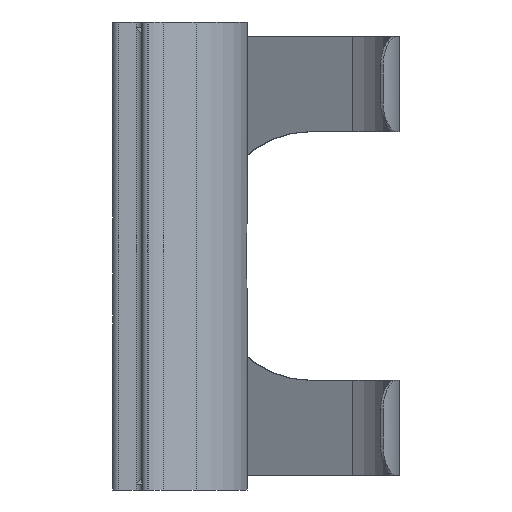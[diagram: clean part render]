
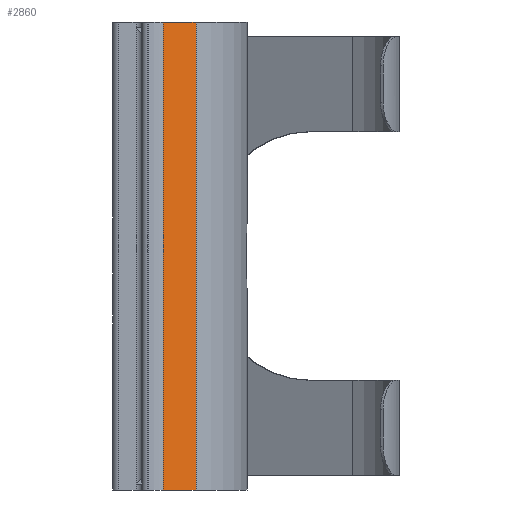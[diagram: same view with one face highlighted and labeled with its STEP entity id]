
A CAD part, left-side view. The second image highlights one B-rep face of the part: STEP entity #2860.
In plain terms, the highlighted planar face has unit normal (-0.866, -0.5, 0).
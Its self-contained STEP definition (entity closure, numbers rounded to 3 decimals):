
#73 = CYLINDRICAL_SURFACE('',#74,3.5);
#74 = AXIS2_PLACEMENT_3D('',#75,#76,#77);
#75 = CARTESIAN_POINT('',(-1.989,-1.1,8.));
#76 = DIRECTION('',(0.,0.,1.));
#77 = DIRECTION('',(-1.,0.,0.));
#812 = PLANE('',#813);
#813 = AXIS2_PLACEMENT_3D('',#814,#815,#816);
#814 = CARTESIAN_POINT('',(-5.8,-1.,-8.));
#815 = DIRECTION('',(0.,0.,1.));
#816 = DIRECTION('',(1.,0.,-0.));
#868 = PLANE('',#869);
#869 = AXIS2_PLACEMENT_3D('',#870,#871,#872);
#870 = CARTESIAN_POINT('',(-5.8,-1.,8.));
#871 = DIRECTION('',(0.,0.,1.));
#872 = DIRECTION('',(1.,0.,-0.));
#2805 = CYLINDRICAL_SURFACE('',#2806,1.);
#2806 = AXIS2_PLACEMENT_3D('',#2807,#2808,#2809);
#2807 = CARTESIAN_POINT('',(-4.8,-1.232,8.));
#2808 = DIRECTION('',(0.,0.,1.));
#2809 = DIRECTION('',(-1.,0.,0.));
#2860 = ADVANCED_FACE('',(#2861),#2875,.F.);
#2861 = FACE_BOUND('',#2862,.T.);
#2862 = EDGE_LOOP('',(#2863,#2893,#2916,#2939));
#2863 = ORIENTED_EDGE('',*,*,#2864,.F.);
#2864 = EDGE_CURVE('',#2865,#2867,#2869,.T.);
#2865 = VERTEX_POINT('',#2866);
#2866 = CARTESIAN_POINT('',(-5.666,-1.732,8.));
#2867 = VERTEX_POINT('',#2868);
#2868 = CARTESIAN_POINT('',(-5.021,-2.85,8.));
#2869 = SURFACE_CURVE('',#2870,(#2874,#2886),.PCURVE_S1.);
#2870 = LINE('',#2871,#2872);
#2871 = CARTESIAN_POINT('',(-5.8,-1.5,8.));
#2872 = VECTOR('',#2873,1.);
#2873 = DIRECTION('',(0.5,-0.866,0.));
#2874 = PCURVE('',#2875,#2880);
#2875 = PLANE('',#2876);
#2876 = AXIS2_PLACEMENT_3D('',#2877,#2878,#2879);
#2877 = CARTESIAN_POINT('',(-5.8,-1.5,8.));
#2878 = DIRECTION('',(0.866,0.5,0.));
#2879 = DIRECTION('',(0.,0.,-1.));
#2880 = DEFINITIONAL_REPRESENTATION('',(#2881),#2885);
#2881 = LINE('',#2882,#2883);
#2882 = CARTESIAN_POINT('',(0.,0.));
#2883 = VECTOR('',#2884,1.);
#2884 = DIRECTION('',(0.,-1.));
#2885 = ( GEOMETRIC_REPRESENTATION_CONTEXT(2) 
PARAMETRIC_REPRESENTATION_CONTEXT() REPRESENTATION_CONTEXT('2D SPACE',''
  ) );
#2886 = PCURVE('',#868,#2887);
#2887 = DEFINITIONAL_REPRESENTATION('',(#2888),#2892);
#2888 = LINE('',#2889,#2890);
#2889 = CARTESIAN_POINT('',(0.,-0.5));
#2890 = VECTOR('',#2891,1.);
#2891 = DIRECTION('',(0.5,-0.866));
#2892 = ( GEOMETRIC_REPRESENTATION_CONTEXT(2) 
PARAMETRIC_REPRESENTATION_CONTEXT() REPRESENTATION_CONTEXT('2D SPACE',''
  ) );
#2893 = ORIENTED_EDGE('',*,*,#2894,.T.);
#2894 = EDGE_CURVE('',#2865,#2895,#2897,.T.);
#2895 = VERTEX_POINT('',#2896);
#2896 = CARTESIAN_POINT('',(-5.666,-1.732,-8.));
#2897 = SURFACE_CURVE('',#2898,(#2902,#2909),.PCURVE_S1.);
#2898 = LINE('',#2899,#2900);
#2899 = CARTESIAN_POINT('',(-5.666,-1.732,8.));
#2900 = VECTOR('',#2901,1.);
#2901 = DIRECTION('',(0.,0.,-1.));
#2902 = PCURVE('',#2875,#2903);
#2903 = DEFINITIONAL_REPRESENTATION('',(#2904),#2908);
#2904 = LINE('',#2905,#2906);
#2905 = CARTESIAN_POINT('',(0.,-0.268));
#2906 = VECTOR('',#2907,1.);
#2907 = DIRECTION('',(1.,0.));
#2908 = ( GEOMETRIC_REPRESENTATION_CONTEXT(2) 
PARAMETRIC_REPRESENTATION_CONTEXT() REPRESENTATION_CONTEXT('2D SPACE',''
  ) );
#2909 = PCURVE('',#2805,#2910);
#2910 = DEFINITIONAL_REPRESENTATION('',(#2911),#2915);
#2911 = LINE('',#2912,#2913);
#2912 = CARTESIAN_POINT('',(0.524,0.));
#2913 = VECTOR('',#2914,1.);
#2914 = DIRECTION('',(0.,-1.));
#2915 = ( GEOMETRIC_REPRESENTATION_CONTEXT(2) 
PARAMETRIC_REPRESENTATION_CONTEXT() REPRESENTATION_CONTEXT('2D SPACE',''
  ) );
#2916 = ORIENTED_EDGE('',*,*,#2917,.T.);
#2917 = EDGE_CURVE('',#2895,#2918,#2920,.T.);
#2918 = VERTEX_POINT('',#2919);
#2919 = CARTESIAN_POINT('',(-5.021,-2.85,-8.));
#2920 = SURFACE_CURVE('',#2921,(#2925,#2932),.PCURVE_S1.);
#2921 = LINE('',#2922,#2923);
#2922 = CARTESIAN_POINT('',(-5.8,-1.5,-8.));
#2923 = VECTOR('',#2924,1.);
#2924 = DIRECTION('',(0.5,-0.866,0.));
#2925 = PCURVE('',#2875,#2926);
#2926 = DEFINITIONAL_REPRESENTATION('',(#2927),#2931);
#2927 = LINE('',#2928,#2929);
#2928 = CARTESIAN_POINT('',(16.,0.));
#2929 = VECTOR('',#2930,1.);
#2930 = DIRECTION('',(0.,-1.));
#2931 = ( GEOMETRIC_REPRESENTATION_CONTEXT(2) 
PARAMETRIC_REPRESENTATION_CONTEXT() REPRESENTATION_CONTEXT('2D SPACE',''
  ) );
#2932 = PCURVE('',#812,#2933);
#2933 = DEFINITIONAL_REPRESENTATION('',(#2934),#2938);
#2934 = LINE('',#2935,#2936);
#2935 = CARTESIAN_POINT('',(0.,-0.5));
#2936 = VECTOR('',#2937,1.);
#2937 = DIRECTION('',(0.5,-0.866));
#2938 = ( GEOMETRIC_REPRESENTATION_CONTEXT(2) 
PARAMETRIC_REPRESENTATION_CONTEXT() REPRESENTATION_CONTEXT('2D SPACE',''
  ) );
#2939 = ORIENTED_EDGE('',*,*,#2940,.T.);
#2940 = EDGE_CURVE('',#2918,#2867,#2941,.T.);
#2941 = SURFACE_CURVE('',#2942,(#2946,#2953),.PCURVE_S1.);
#2942 = LINE('',#2943,#2944);
#2943 = CARTESIAN_POINT('',(-5.021,-2.85,8.));
#2944 = VECTOR('',#2945,1.);
#2945 = DIRECTION('',(0.,-0.,1.));
#2946 = PCURVE('',#2875,#2947);
#2947 = DEFINITIONAL_REPRESENTATION('',(#2948),#2952);
#2948 = LINE('',#2949,#2950);
#2949 = CARTESIAN_POINT('',(0.,-1.559));
#2950 = VECTOR('',#2951,1.);
#2951 = DIRECTION('',(-1.,0.));
#2952 = ( GEOMETRIC_REPRESENTATION_CONTEXT(2) 
PARAMETRIC_REPRESENTATION_CONTEXT() REPRESENTATION_CONTEXT('2D SPACE',''
  ) );
#2953 = PCURVE('',#73,#2954);
#2954 = DEFINITIONAL_REPRESENTATION('',(#2955),#2959);
#2955 = LINE('',#2956,#2957);
#2956 = CARTESIAN_POINT('',(0.524,0.));
#2957 = VECTOR('',#2958,1.);
#2958 = DIRECTION('',(0.,1.));
#2959 = ( GEOMETRIC_REPRESENTATION_CONTEXT(2) 
PARAMETRIC_REPRESENTATION_CONTEXT() REPRESENTATION_CONTEXT('2D SPACE',''
  ) );
